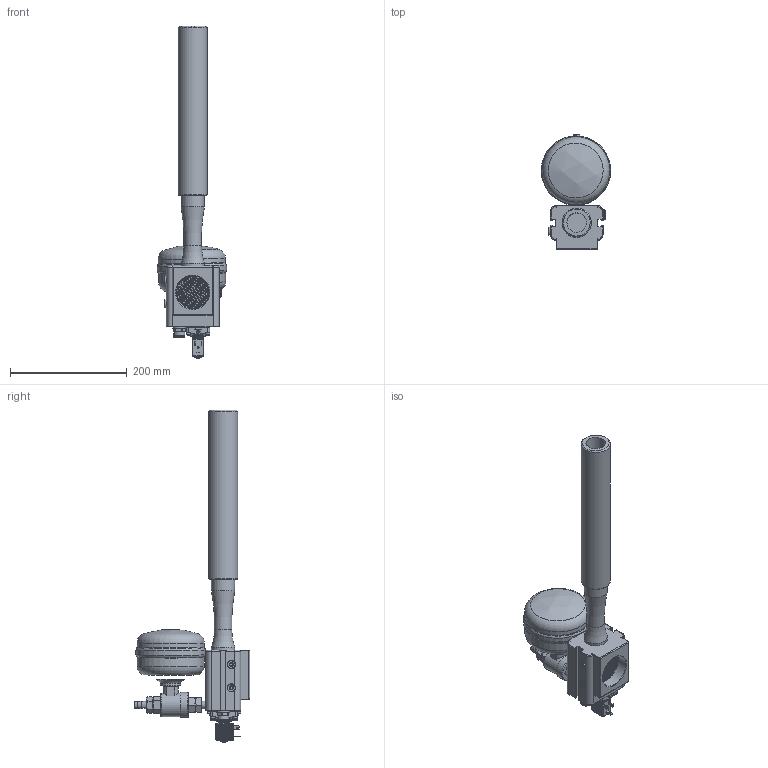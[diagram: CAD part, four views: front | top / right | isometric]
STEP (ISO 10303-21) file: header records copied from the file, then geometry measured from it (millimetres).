
FILE_DESCRIPTION(/* description */ (''),/* implementation_level */ '2;1');
FILE_NAME(/* name */ 'evkz20av05s.stp',/* time_stamp */ '2022-05-30T11:15:45+02:00',/* author */ ('enginyeria'),/* organization */ (''),/* preprocessor_version */ 'ST-DEVELOPER v17.2',/* originating_system */ 'Autodesk Inventor 2019',/* authorisation */ '');
FILE_SCHEMA (('AUTOMOTIVE_DESIGN { 1 0 10303 214 3 1 1 }'));
Length unit declared in the file: metre
Products named in the file (1): Pieza17
Bounding box: 119.09 x 197.59 x 568.6 mm (x, y, z)
Volume: 1936207.8 mm3; surface area: 231893.9 mm2
Topology: 3 solids, 3 shells, 2234 faces, 5851 edges, 3797 vertices
Faces by surface type: plane 1147, cylinder 777, cone 165, torus 73, bspline 65, sphere 7
Full cylindrical faces by diameter (mm): 1.1 x1, 1.3 x2, 1.4 x1, 1.65 x3, 1.8 x3, 2 x3, 2.4 x3, 2.5 x3, 2.7 x1, 2.75 x1, 3 x123, 3.2 x1, 3.9 x4, 4 x4, 4.134 x4, 4.3 x4, 4.9 x4, 5 x1, 5.5 x8, 6 x4, 6.2 x1, 6.3 x4, 7 x6, 7.1 x2, 7.4 x1, 8 x1, 8.05 x2, 8.1 x1, 8.5 x1, 9 x4
Entity records: 73826 total; most frequent: CARTESIAN_POINT 17857, DIRECTION 11987, ORIENTED_EDGE 11660, EDGE_CURVE 5830, AXIS2_PLACEMENT_3D 4455, VERTEX_POINT 3800, LINE 3077, VECTOR 3077
